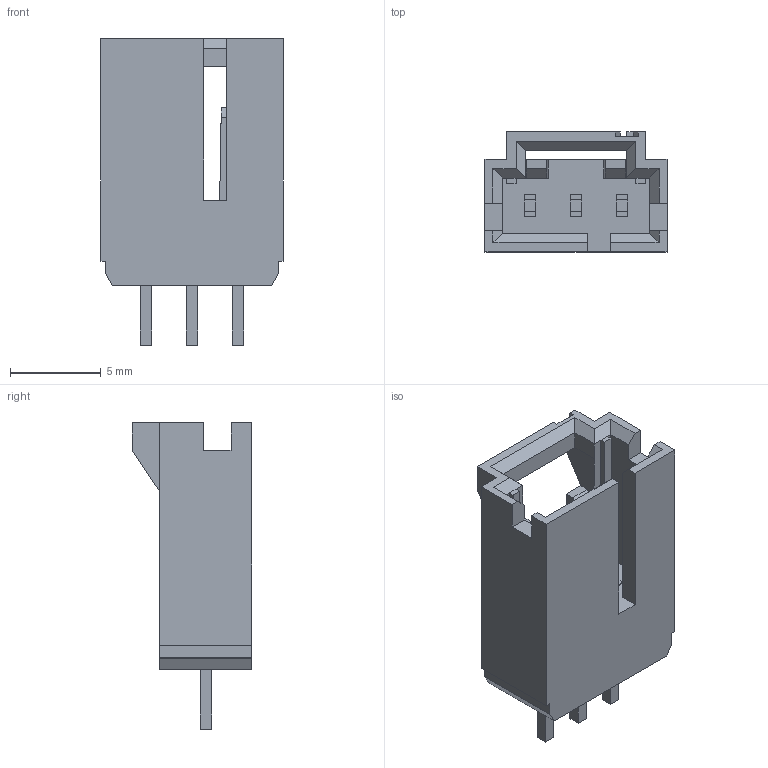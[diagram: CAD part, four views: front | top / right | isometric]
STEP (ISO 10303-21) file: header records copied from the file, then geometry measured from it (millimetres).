
FILE_DESCRIPTION(('FreeCAD Model'),'2;1');
FILE_NAME('Open CASCADE Shape Model','2022-07-03T15:04:51',('Author'),( ''),'Open CASCADE STEP processor 7.4','FreeCAD','Unknown');
FILE_SCHEMA(('AUTOMOTIVE_DESIGN { 1 0 10303 214 1 1 1 1 }'));
Length unit declared in the file: millimetre
Products named in the file (1): C-5-104363-2
Bounding box: 10.03 x 6.6 x 16.89 mm (x, y, z)
Volume: 441.1 mm3; surface area: 760.8 mm2
Topology: 1 solids, 1 shells, 116 faces, 311 edges, 201 vertices
Faces by surface type: plane 114, cylinder 2
Entity records: 4262 total; most frequent: CARTESIAN_POINT 629, ORIENTED_EDGE 622, DIRECTION 549, EDGE_CURVE 311, LINE 307, VECTOR 307, VERTEX_POINT 201, FACE_BOUND 122
